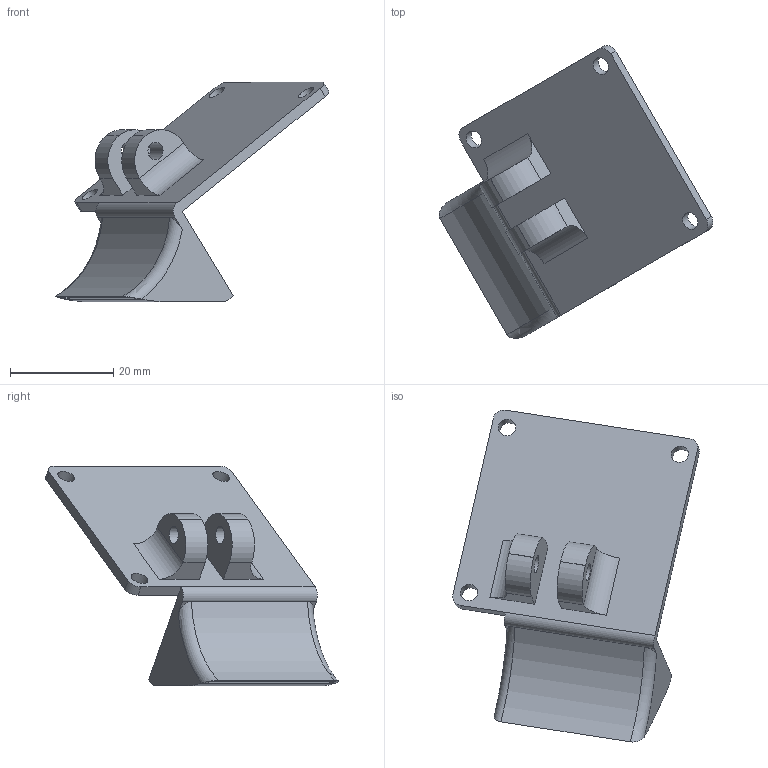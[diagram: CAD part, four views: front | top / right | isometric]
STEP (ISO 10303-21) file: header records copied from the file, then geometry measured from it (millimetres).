
FILE_DESCRIPTION(('FreeCAD Model'),'2;1');
FILE_NAME( 'Layer_Fan_Mount.step', '2017-01-27T01:33:32',('Ax Smith-Laffin'),('AxMod Box Mods Limited'), 'Open CASCADE STEP processor 6.8','FreeCAD','Unknown');
FILE_SCHEMA(('AUTOMOTIVE_DESIGN_CC2 { 1 2 10303 214 -1 1 5 4 }'));
Length unit declared in the file: millimetre
Products named in the file (2): ASSEMBLY; Layer_Fan
Assembly tree (1 placements, depth 2):
  ASSEMBLY
    Layer_Fan
Bounding box: 53.14 x 56.78 x 42.61 mm (x, y, z)
Volume: 5747 mm3; surface area: 7497.7 mm2
Topology: 1 solids, 1 shells, 51 faces, 145 edges, 98 vertices
Faces by surface type: plane 31, cylinder 18, torus 2
Full cylindrical faces by diameter (mm): 3.4 x5
Entity records: 5038 total; most frequent: CARTESIAN_POINT 2117, DIRECTION 533, LINE 333, VECTOR 333, ORIENTED_EDGE 290, PCURVE 290, DEFINITIONAL_REPRESENTATION 290, EDGE_CURVE 145
